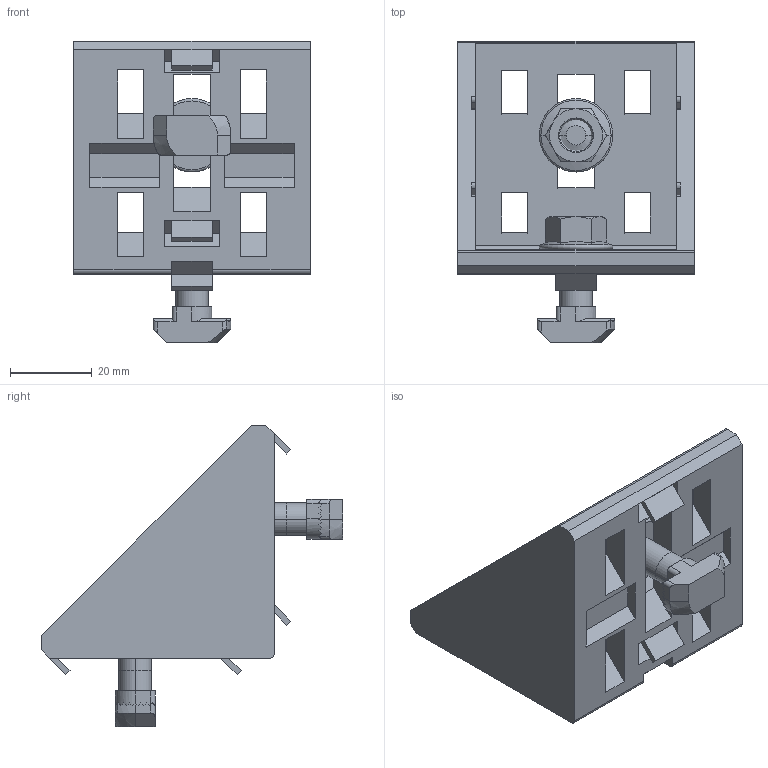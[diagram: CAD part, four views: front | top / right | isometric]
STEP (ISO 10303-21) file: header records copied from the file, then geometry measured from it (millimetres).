
FILE_DESCRIPTION((''),'2;1');
FILE_NAME('11105_KOTNIK_AL_60X60_KPL_U10_ASM','2022-09-16T13:40:33',('PredragRovcanin'),('Audax d.o.o.'),'CREO PARAMETRIC BY PTC INC, 2020281','CREO PARAMETRIC BY PTC INC, 2020281','');
FILE_SCHEMA(('AUTOMOTIVE_DESIGN { 1 0 10303 214 1 1 1 1 }'));
Length unit declared in the file: millimetre
Products named in the file (4): 11105_KOTNIK_AL_60X60_U10_U8; VIJAK_KLAD_GL_M8X25; 11052_MATICA_PRIROBNICA_M8; 11105_KOTNIK_AL_60X60_KPL_U10_ASM
Assembly tree (5 placements, depth 2):
  11105_KOTNIK_AL_60X60_KPL_U10_ASM
    11105_KOTNIK_AL_60X60_U10_U8
    VIJAK_KLAD_GL_M8X25  x2
    11052_MATICA_PRIROBNICA_M8  x2
Bounding box: 58 x 73.8 x 73.8 mm (x, y, z)
Volume: 46182.9 mm3; surface area: 26147.1 mm2
Topology: 5 solids, 9 shells, 305 faces, 821 edges, 554 vertices
Faces by surface type: plane 220, cylinder 53, cone 28, torus 4
Entity records: 10080 total; most frequent: CARTESIAN_POINT 1514, ORIENTED_EDGE 1180, DIRECTION 1111, PRESENTATION_STYLE_ASSIGNMENT 619, STYLED_ITEM 619, CURVE_STYLE 614, EDGE_CURVE 594, VECTOR 463
